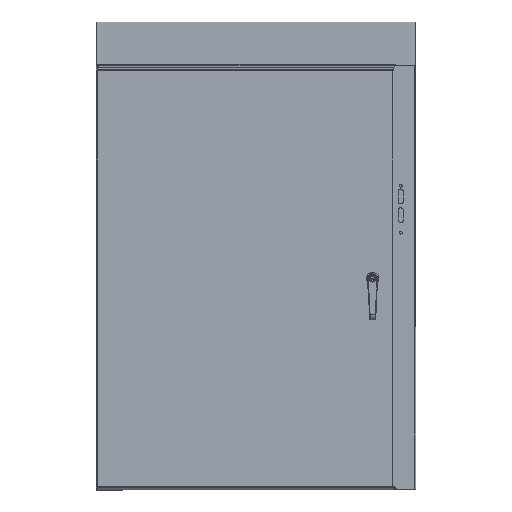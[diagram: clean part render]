
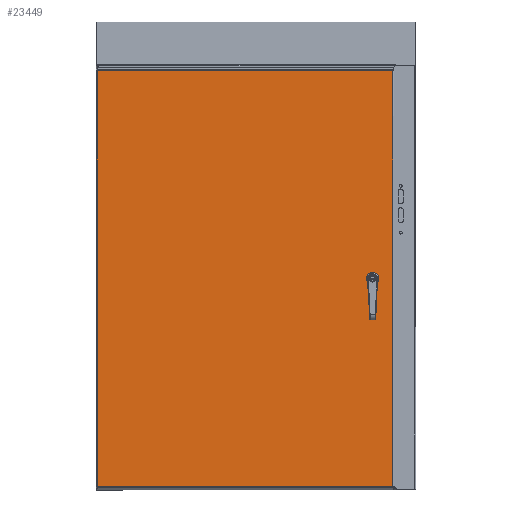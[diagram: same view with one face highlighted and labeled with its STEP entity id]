
A CAD part, top view. The second image highlights one B-rep face of the part: STEP entity #23449.
In plain terms, the highlighted planar face has unit normal (0, 0, 1).
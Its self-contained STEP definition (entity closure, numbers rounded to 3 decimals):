
#1289=PLANE('',#25060);
#2137=LINE('',#35672,#3918);
#2141=LINE('',#35684,#3922);
#2145=LINE('',#35696,#3926);
#2149=LINE('',#35706,#3930);
#2155=LINE('',#35741,#3936);
#2185=LINE('',#36029,#3966);
#2201=LINE('',#36322,#3982);
#2203=LINE('',#36326,#3984);
#3918=VECTOR('',#28164,0.427);
#3922=VECTOR('',#28176,0.427);
#3926=VECTOR('',#28188,0.427);
#3930=VECTOR('',#28200,0.427);
#3936=VECTOR('',#28210,41.646);
#3966=VECTOR('',#28262,41.646);
#3982=VECTOR('',#28296,29.602);
#3984=VECTOR('',#28302,29.602);
#5447=FACE_BOUND('',#7520,.T.);
#5448=FACE_BOUND('',#7521,.T.);
#7520=EDGE_LOOP('',(#16709,#16710,#16711,#16712,#16713,#16714,#16715,#16716));
#7521=EDGE_LOOP('',(#16717,#16718,#16719,#16720));
#9169=CIRCLE('',#25021,0.453);
#9171=CIRCLE('',#25025,0.453);
#9173=CIRCLE('',#25029,0.453);
#9175=CIRCLE('',#25033,0.453);
#10459=VERTEX_POINT('',#35663);
#10460=VERTEX_POINT('',#35665);
#10462=VERTEX_POINT('',#35671);
#10464=VERTEX_POINT('',#35677);
#10466=VERTEX_POINT('',#35683);
#10468=VERTEX_POINT('',#35689);
#10470=VERTEX_POINT('',#35695);
#10472=VERTEX_POINT('',#35701);
#10478=VERTEX_POINT('',#35718);
#10481=VERTEX_POINT('',#35733);
#10505=VERTEX_POINT('',#35987);
#10507=VERTEX_POINT('',#36028);
#12786=EDGE_CURVE('',#10460,#10459,#9169,.T.);
#12789=EDGE_CURVE('',#10462,#10460,#2137,.T.);
#12792=EDGE_CURVE('',#10464,#10462,#9171,.T.);
#12795=EDGE_CURVE('',#10466,#10464,#2141,.T.);
#12798=EDGE_CURVE('',#10468,#10466,#9173,.T.);
#12801=EDGE_CURVE('',#10470,#10468,#2145,.T.);
#12804=EDGE_CURVE('',#10472,#10470,#9175,.T.);
#12807=EDGE_CURVE('',#10459,#10472,#2149,.T.);
#12816=EDGE_CURVE('',#10478,#10481,#2155,.T.);
#12860=EDGE_CURVE('',#10507,#10505,#2185,.T.);
#12890=EDGE_CURVE('',#10481,#10507,#2201,.T.);
#12892=EDGE_CURVE('',#10505,#10478,#2203,.T.);
#16709=ORIENTED_EDGE('',*,*,#12786,.T.);
#16710=ORIENTED_EDGE('',*,*,#12807,.T.);
#16711=ORIENTED_EDGE('',*,*,#12804,.T.);
#16712=ORIENTED_EDGE('',*,*,#12801,.T.);
#16713=ORIENTED_EDGE('',*,*,#12798,.T.);
#16714=ORIENTED_EDGE('',*,*,#12795,.T.);
#16715=ORIENTED_EDGE('',*,*,#12792,.T.);
#16716=ORIENTED_EDGE('',*,*,#12789,.T.);
#16717=ORIENTED_EDGE('',*,*,#12892,.T.);
#16718=ORIENTED_EDGE('',*,*,#12816,.T.);
#16719=ORIENTED_EDGE('',*,*,#12890,.T.);
#16720=ORIENTED_EDGE('',*,*,#12860,.T.);
#23449=ADVANCED_FACE('',(#5447,#5448),#1289,.T.);
#25021=AXIS2_PLACEMENT_3D('',#35666,#28158,#28159);
#25025=AXIS2_PLACEMENT_3D('',#35678,#28170,#28171);
#25029=AXIS2_PLACEMENT_3D('',#35690,#28182,#28183);
#25033=AXIS2_PLACEMENT_3D('',#35702,#28194,#28195);
#25060=AXIS2_PLACEMENT_3D('',#36328,#28305,#28306);
#28158=DIRECTION('center_axis',(0.,0.,-1.));
#28159=DIRECTION('ref_axis',(0.882,0.471,0.));
#28164=DIRECTION('',(1.,0.,0.));
#28170=DIRECTION('center_axis',(0.,0.,-1.));
#28171=DIRECTION('ref_axis',(-0.471,0.882,0.));
#28176=DIRECTION('',(0.,1.,0.));
#28182=DIRECTION('center_axis',(0.,0.,-1.));
#28183=DIRECTION('ref_axis',(-0.882,-0.471,0.));
#28188=DIRECTION('',(-1.,0.,0.));
#28194=DIRECTION('center_axis',(0.,0.,-1.));
#28195=DIRECTION('ref_axis',(0.471,-0.882,0.));
#28200=DIRECTION('',(0.,-1.,0.));
#28210=DIRECTION('',(0.,1.,0.));
#28262=DIRECTION('',(0.,-1.,0.));
#28296=DIRECTION('',(-1.,0.,0.));
#28302=DIRECTION('',(1.,0.,0.));
#28305=DIRECTION('center_axis',(0.,0.,1.));
#28306=DIRECTION('ref_axis',(1.,0.,0.));
#35663=CARTESIAN_POINT('',(27.648,-20.183,0.074));
#35665=CARTESIAN_POINT('',(27.462,-19.997,0.074));
#35666=CARTESIAN_POINT('Origin',(27.249,-20.397,0.074));
#35671=CARTESIAN_POINT('',(27.035,-19.997,0.074));
#35672=CARTESIAN_POINT('',(20.965,-19.997,0.074));
#35677=CARTESIAN_POINT('',(26.849,-20.183,0.074));
#35678=CARTESIAN_POINT('Origin',(27.249,-20.397,0.074));
#35683=CARTESIAN_POINT('',(26.849,-20.61,0.074));
#35684=CARTESIAN_POINT('',(26.849,-20.29,0.074));
#35689=CARTESIAN_POINT('',(27.035,-20.796,0.074));
#35690=CARTESIAN_POINT('Origin',(27.249,-20.397,0.074));
#35695=CARTESIAN_POINT('',(27.462,-20.796,0.074));
#35696=CARTESIAN_POINT('',(20.751,-20.796,0.074));
#35701=CARTESIAN_POINT('',(27.648,-20.61,0.074));
#35702=CARTESIAN_POINT('Origin',(27.249,-20.397,0.074));
#35706=CARTESIAN_POINT('',(27.648,-20.504,0.074));
#35718=CARTESIAN_POINT('',(29.269,-41.22,0.074));
#35733=CARTESIAN_POINT('',(29.269,0.426,0.074));
#35741=CARTESIAN_POINT('',(29.269,-30.845,0.074));
#35987=CARTESIAN_POINT('',(-0.333,-41.22,0.074));
#36028=CARTESIAN_POINT('',(-0.333,0.426,0.074));
#36029=CARTESIAN_POINT('',(-0.333,-9.948,0.074));
#36322=CARTESIAN_POINT('',(21.868,0.426,0.074));
#36326=CARTESIAN_POINT('',(7.067,-41.22,0.074));
#36328=CARTESIAN_POINT('Origin',(14.468,-20.397,0.074));
